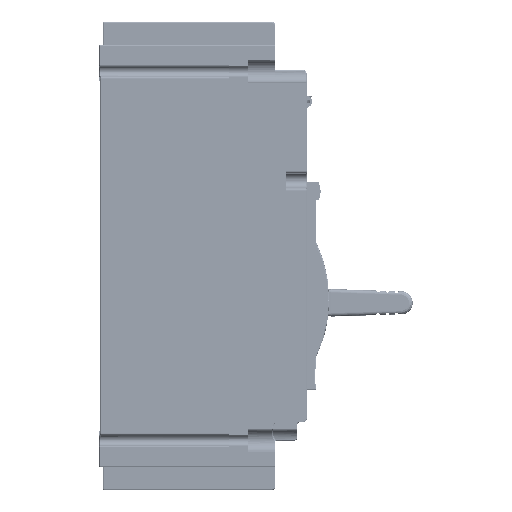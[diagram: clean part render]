
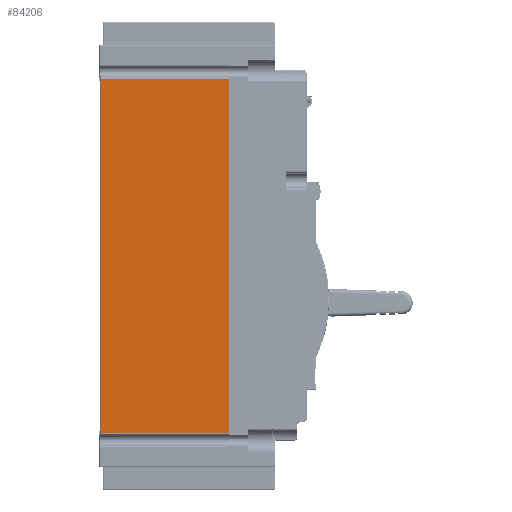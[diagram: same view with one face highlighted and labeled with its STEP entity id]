
A CAD part, left-side view. The second image highlights one B-rep face of the part: STEP entity #84206.
In plain terms, the highlighted planar face has unit normal (-1, 0, 0).
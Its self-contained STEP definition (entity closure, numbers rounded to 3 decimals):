
#31186 = DIRECTION ( 'NONE',  ( 0., 0., -1. ) ) ;
#35704 = LINE ( 'NONE', #449566, #332015 ) ;
#42021 = LINE ( 'NONE', #78522, #392792 ) ;
#51870 = LINE ( 'NONE', #367134, #174298 ) ;
#52358 = ORIENTED_EDGE ( 'NONE', *, *, #230202, .F. ) ;
#59121 = CARTESIAN_POINT ( 'NONE',  ( -70., 69.5, -60.627 ) ) ;
#63392 = CARTESIAN_POINT ( 'NONE',  ( -70., 0., -60.627 ) ) ;
#70559 = CARTESIAN_POINT ( 'NONE',  ( -70., 0., 132.627 ) ) ;
#71679 = DIRECTION ( 'NONE',  ( -1., 0., 0. ) ) ;
#78522 = CARTESIAN_POINT ( 'NONE',  ( -70., 69.5, 132.627 ) ) ;
#84206 = ADVANCED_FACE ( 'NONE', ( #131265 ), #92564, .T. ) ;
#85646 = EDGE_CURVE ( 'NONE', #204216, #391650, #247598, .T. ) ;
#88631 = VERTEX_POINT ( 'NONE', #59121 ) ;
#92564 = PLANE ( 'NONE',  #305220 ) ;
#131265 = FACE_OUTER_BOUND ( 'NONE', #206339, .T. ) ;
#170053 = DIRECTION ( 'NONE',  ( 0., 0., 1. ) ) ;
#174298 = VECTOR ( 'NONE', #184408, 1000. ) ;
#182917 = ORIENTED_EDGE ( 'NONE', *, *, #225587, .T. ) ;
#184408 = DIRECTION ( 'NONE',  ( 0., -1., 0. ) ) ;
#191535 = EDGE_CURVE ( 'NONE', #391650, #88631, #42021, .T. ) ;
#201877 = ORIENTED_EDGE ( 'NONE', *, *, #191535, .T. ) ;
#204216 = VERTEX_POINT ( 'NONE', #70559 ) ;
#206339 = EDGE_LOOP ( 'NONE', ( #52358, #302873, #201877, #182917 ) ) ;
#207092 = VERTEX_POINT ( 'NONE', #63392 ) ;
#214219 = VECTOR ( 'NONE', #419128, 1000. ) ;
#225587 = EDGE_CURVE ( 'NONE', #88631, #207092, #51870, .T. ) ;
#230202 = EDGE_CURVE ( 'NONE', #204216, #207092, #35704, .T. ) ;
#232327 = CARTESIAN_POINT ( 'NONE',  ( -70., 69.5, 132.627 ) ) ;
#247598 = LINE ( 'NONE', #316072, #214219 ) ;
#272881 = CARTESIAN_POINT ( 'NONE',  ( -70., 0., -91.5 ) ) ;
#302873 = ORIENTED_EDGE ( 'NONE', *, *, #85646, .T. ) ;
#305220 = AXIS2_PLACEMENT_3D ( 'NONE', #272881, #71679, #170053 ) ;
#316072 = CARTESIAN_POINT ( 'NONE',  ( -70., 0., 132.627 ) ) ;
#332015 = VECTOR ( 'NONE', #31186, 1000. ) ;
#364068 = DIRECTION ( 'NONE',  ( 0., 0., -1. ) ) ;
#367134 = CARTESIAN_POINT ( 'NONE',  ( -70., 69.5, -60.627 ) ) ;
#391650 = VERTEX_POINT ( 'NONE', #232327 ) ;
#392792 = VECTOR ( 'NONE', #364068, 1000. ) ;
#419128 = DIRECTION ( 'NONE',  ( 0., 1., 0. ) ) ;
#449566 = CARTESIAN_POINT ( 'NONE',  ( -70., 0., 132.627 ) ) ;
